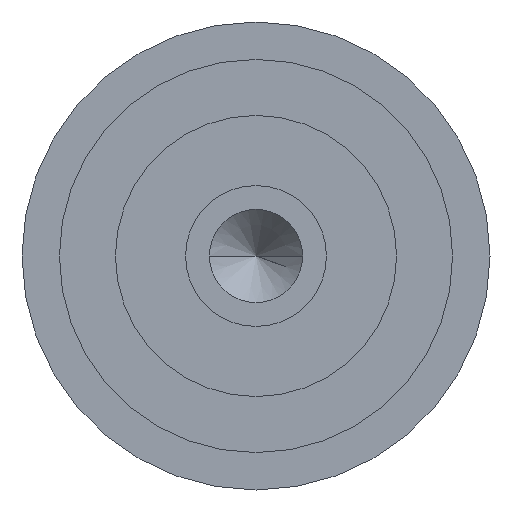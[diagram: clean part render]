
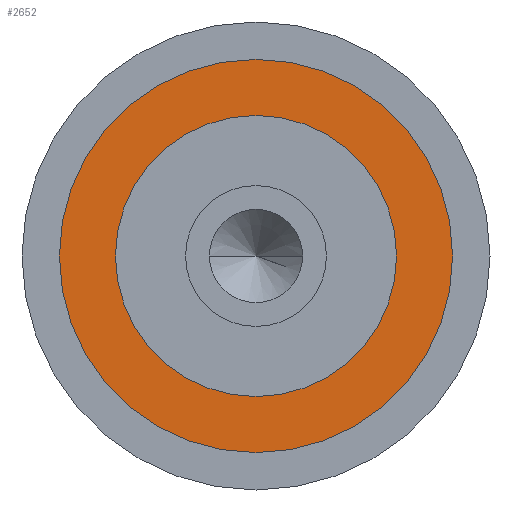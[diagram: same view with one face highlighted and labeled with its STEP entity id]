
A CAD part, front view. The second image highlights one B-rep face of the part: STEP entity #2652.
In plain terms, the highlighted planar face has unit normal (0, -1, 0).
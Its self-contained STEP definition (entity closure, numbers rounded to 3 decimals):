
#801=CARTESIAN_POINT('',(0.,-0.004,0.));
#802=DIRECTION('',(0.,1.,0.));
#803=DIRECTION('',(1.,0.,0.));
#804=AXIS2_PLACEMENT_3D('',#801,#802,#803);
#806=CARTESIAN_POINT('',(0.,-0.004,0.));
#807=DIRECTION('',(0.,-1.,0.));
#808=DIRECTION('',(1.,0.,0.));
#809=AXIS2_PLACEMENT_3D('',#806,#807,#808);
#811=CARTESIAN_POINT('',(0.,-0.004,0.));
#812=DIRECTION('',(0.,1.,0.));
#813=DIRECTION('',(1.,0.,0.));
#814=AXIS2_PLACEMENT_3D('',#811,#812,#813);
#816=CARTESIAN_POINT('',(0.,-0.004,0.));
#817=DIRECTION('',(0.,-1.,0.));
#818=DIRECTION('',(1.,0.,0.));
#819=AXIS2_PLACEMENT_3D('',#816,#817,#818);
#1292=CARTESIAN_POINT('',(1.504,-0.004,0.));
#1294=VERTEX_POINT('',#1292);
#1302=CARTESIAN_POINT('',(-1.504,-0.004,0.));
#1304=VERTEX_POINT('',#1302);
#1305=CARTESIAN_POINT('',(2.104,-0.004,0.));
#1307=VERTEX_POINT('',#1305);
#1333=CARTESIAN_POINT('',(-2.104,-0.004,0.));
#1335=VERTEX_POINT('',#1333);
#2637=CARTESIAN_POINT('',(0.,-0.004,0.));
#2638=DIRECTION('',(0.,-1.,0.));
#2639=DIRECTION('',(-1.,0.,0.));
#2640=AXIS2_PLACEMENT_3D('',#2637,#2638,#2639);
#2641=PLANE('',#2640);
#2642=ORIENTED_EDGE('',*,*,#2630,.F.);
#2643=ORIENTED_EDGE('',*,*,#2619,.T.);
#2644=EDGE_LOOP('',(#2642,#2643));
#2645=FACE_OUTER_BOUND('',#2644,.F.);
#2647=ORIENTED_EDGE('',*,*,#2646,.F.);
#2649=ORIENTED_EDGE('',*,*,#2648,.T.);
#2650=EDGE_LOOP('',(#2647,#2649));
#2651=FACE_BOUND('',#2650,.F.);
#2652=ADVANCED_FACE('',(#2645,#2651),#2641,.T.);
#805=CIRCLE('',#804,2.104);
#810=CIRCLE('',#809,2.104);
#815=CIRCLE('',#814,1.504);
#820=CIRCLE('',#819,1.504);
#2619=EDGE_CURVE('',#1307,#1335,#805,.T.);
#2630=EDGE_CURVE('',#1307,#1335,#810,.T.);
#2646=EDGE_CURVE('',#1294,#1304,#815,.T.);
#2648=EDGE_CURVE('',#1294,#1304,#820,.T.);
